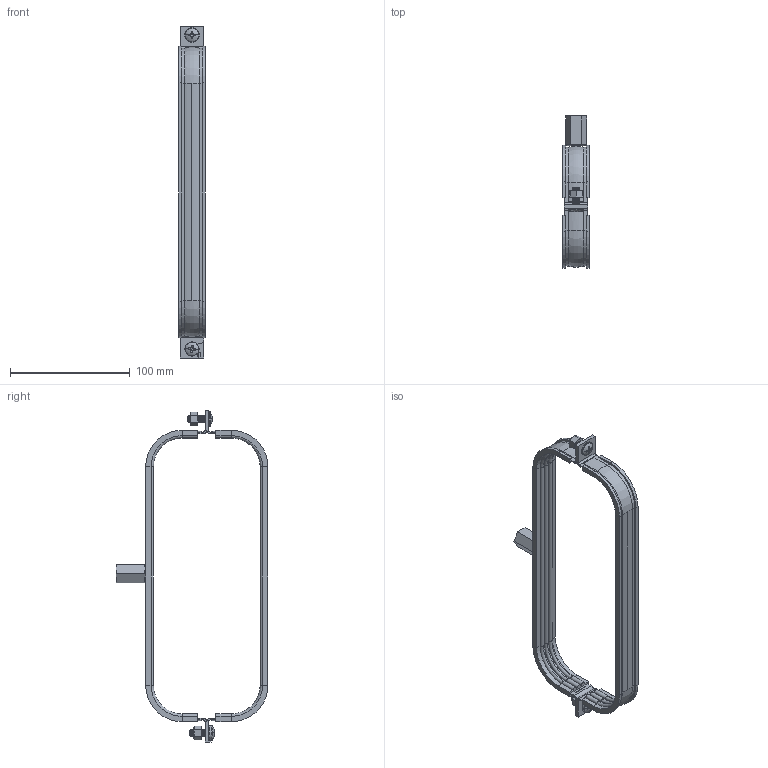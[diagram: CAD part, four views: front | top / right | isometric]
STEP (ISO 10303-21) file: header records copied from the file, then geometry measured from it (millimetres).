
FILE_DESCRIPTION(('STEP AP203'),'1');
FILE_NAME('V 4061022 SF 150 Flachkanalhalterung.STP','2019-11-15T11:05:45',(' '),(' '),'Spatial InterOp 3D',' ',' ');
FILE_SCHEMA(('CONFIG_CONTROL_DESIGN'));
Length unit declared in the file: millimetre
Products named in the file (1): 1
Bounding box: 22 x 126.7 x 276.78 mm (x, y, z)
Volume: 62436.8 mm3; surface area: 59101.7 mm2
Topology: 2 solids, 15 shells, 645 faces, 1607 edges, 965 vertices
Faces by surface type: plane 235, cylinder 206, cone 154, torus 38, bspline 8, sphere 4
Entity records: 22040 total; most frequent: CARTESIAN_POINT 6653, DIRECTION 3348, ORIENTED_EDGE 3206, EDGE_CURVE 1603, AXIS2_PLACEMENT_3D 1289, VERTEX_POINT 965, LINE 770, VECTOR 770
